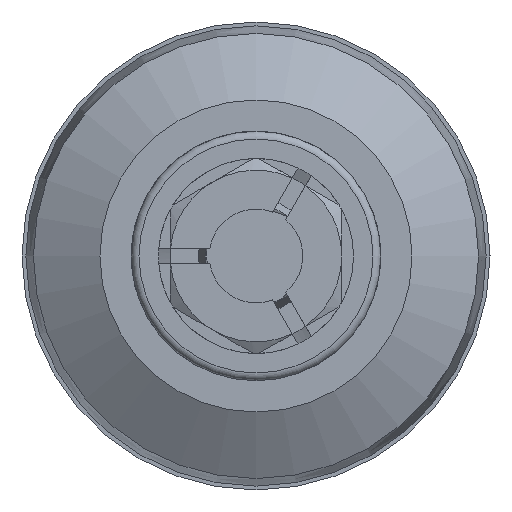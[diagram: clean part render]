
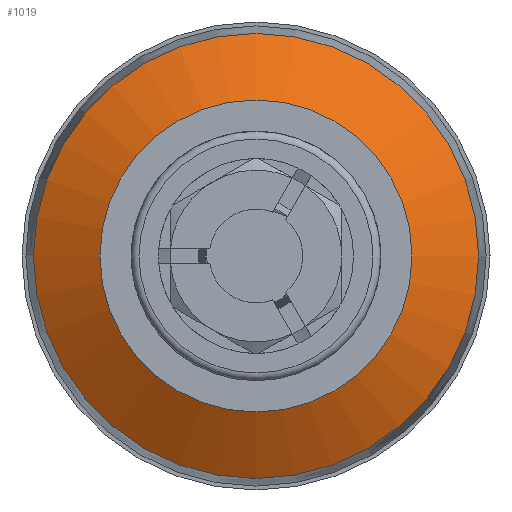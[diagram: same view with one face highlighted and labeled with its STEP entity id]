
A CAD part, left-side view. The second image highlights one B-rep face of the part: STEP entity #1019.
In plain terms, the highlighted conical face has half-angle 60 degrees and reference radius 12.133 mm.
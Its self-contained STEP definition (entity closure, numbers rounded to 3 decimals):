
#992=CARTESIAN_POINT('',(-63.469,0.,0.));
#993=DIRECTION('',(1.0,0.,0.));
#994=DIRECTION('',(0.,1.0,0.));
#995=AXIS2_PLACEMENT_3D('',#992,#993,#994);
#996=CONICAL_SURFACE('',#995,12.133,60.);
#997=CARTESIAN_POINT('',(-62.237,14.266,0.));
#998=VERTEX_POINT('',#997);
#999=CARTESIAN_POINT('',(-62.237,0.,0.));
#1000=DIRECTION('',(1.0,0.,0.));
#1001=DIRECTION('',(0.,1.0,0.));
#1002=AXIS2_PLACEMENT_3D('',#999,#1000,#1001);
#1003=CIRCLE('',#1002,14.266);
#1004=EDGE_CURVE('',#998,#998,#1003,.T.);
#1005=ORIENTED_EDGE('',*,*,#1004,.F.);
#1006=EDGE_LOOP('',(#1005));
#1007=FACE_OUTER_BOUND('',#1006,.T.);
#1008=CARTESIAN_POINT('',(-64.7,10.,0.));
#1009=VERTEX_POINT('',#1008);
#1010=CARTESIAN_POINT('',(-64.7,0.,0.));
#1011=DIRECTION('',(1.0,0.,0.));
#1012=DIRECTION('',(0.,1.0,0.));
#1013=AXIS2_PLACEMENT_3D('',#1010,#1011,#1012);
#1014=CIRCLE('',#1013,10.0);
#1015=EDGE_CURVE('',#1009,#1009,#1014,.T.);
#1016=ORIENTED_EDGE('',*,*,#1015,.T.);
#1017=EDGE_LOOP('',(#1016));
#1018=FACE_BOUND('',#1017,.T.);
#1019=ADVANCED_FACE('',(#1007,#1018),#996,.T.);
